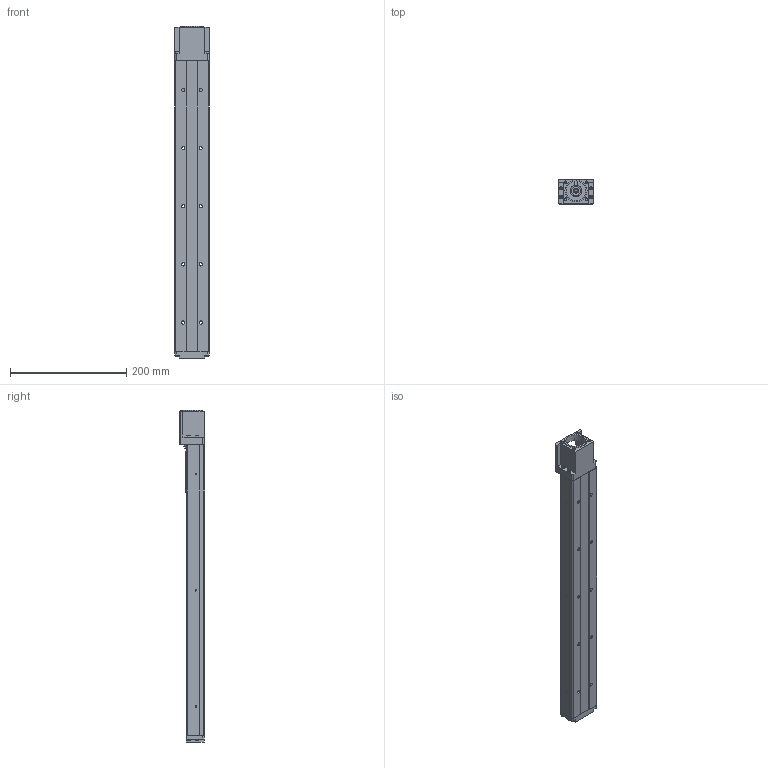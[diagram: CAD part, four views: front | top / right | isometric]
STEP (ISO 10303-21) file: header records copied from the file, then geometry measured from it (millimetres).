
FILE_DESCRIPTION(/* description */ ('STEP AP214'),/* implementation_level */ '2;1');
FILE_NAME(/* name */ '562781_EGSK-33-400-10P',/* time_stamp */ '2024-08-27T13:57:08+02:00',/* author */ ('License CC BY-ND 4.0'),/* organization */ ('CADENAS'),/* preprocessor_version */ 'ST-DEVELOPER v19.3',/* originating_system */ 'PARTsolutions',/* authorisation */ ' ');
FILE_SCHEMA (('AUTOMOTIVE_DESIGN {1 0 10303 214 3 1 1}'));
Length unit declared in the file: millimetre
Products named in the file (3): 562781 EGSK-33-400-10P---(0); 562752 EGSK-33-400_G; 562752 EGSK-33-1_SL
Assembly tree (2 placements, depth 2):
  562781 EGSK-33-400-10P---(0)
    562752 EGSK-33-400_G
    562752 EGSK-33-1_SL
Bounding box: 60 x 43 x 571 mm (x, y, z)
Volume: 609362.3 mm3; surface area: 172155.1 mm2
Topology: 2 solids, 2 shells, 557 faces, 1419 edges, 904 vertices
Faces by surface type: plane 367, cylinder 106, cone 81, torus 2, sphere 1
Full cylindrical faces by diameter (mm): 1.567 x4, 2.113 x6, 2.459 x4, 3 x1, 3.5 x1, 4 x2, 4.134 x8, 4.5 x1, 5 x1, 5.5 x14, 5.6 x10, 6 x1, 6.1 x4, 8 x1, 9.5 x10, 10 x2, 11 x3, 13.6 x1, 20 x1, 34 x1, 38 x1
Entity records: 18453 total; most frequent: CARTESIAN_POINT 3022, DIRECTION 2573, ORIENTED_EDGE 2420, EDGE_CURVE 1210, AXIS2_PLACEMENT_3D 893, VERTEX_POINT 868, FACE_BOUND 798, LINE 787
